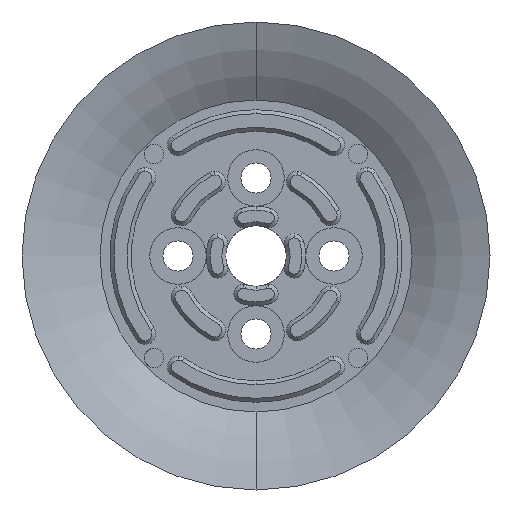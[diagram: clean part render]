
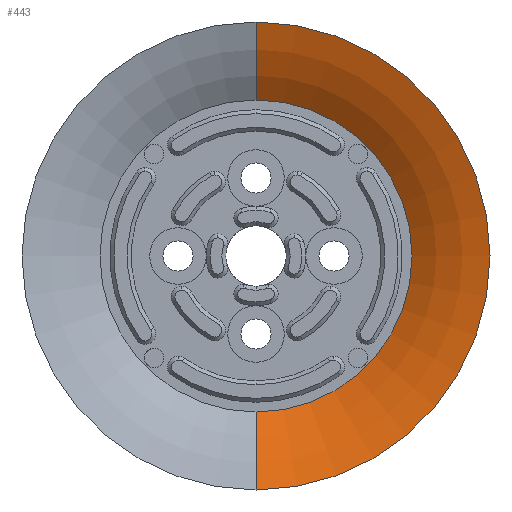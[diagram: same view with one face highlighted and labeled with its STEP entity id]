
A CAD part, front view. The second image highlights one B-rep face of the part: STEP entity #443.
In plain terms, the highlighted toroidal (fillet/blend) face has major radius 76.363 mm and minor radius 60 mm.
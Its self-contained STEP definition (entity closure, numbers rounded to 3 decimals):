
#443=ADVANCED_FACE('',(#1067),#1068,.T.);
#1067=FACE_OUTER_BOUND('',#1905,.T.);
#1068=TOROIDAL_SURFACE('',#1906,76.363,60.0);
#1905=EDGE_LOOP('',(#6858,#6859,#6860,#6861));
#1906=AXIS2_PLACEMENT_3D('',#6862,#6863,#6864);
#6858=ORIENTED_EDGE('',*,*,#8879,.T.);
#6859=ORIENTED_EDGE('',*,*,#8880,.T.);
#6860=ORIENTED_EDGE('',*,*,#8881,.F.);
#6861=ORIENTED_EDGE('',*,*,#8882,.F.);
#6862=CARTESIAN_POINT('',(0.0,34.226,0.0));
#6863=DIRECTION('',(0.0,1.0,0.0));
#6864=DIRECTION('',(0.0,0.0,1.0));
#8879=EDGE_CURVE('',#10047,#10048,#10049,.T.);
#8880=EDGE_CURVE('',#10048,#10050,#10051,.T.);
#8881=EDGE_CURVE('',#10052,#10050,#10053,.T.);
#8882=EDGE_CURVE('',#10047,#10052,#10054,.T.);
#10047=VERTEX_POINT('',#11526);
#10048=VERTEX_POINT('',#11527);
#10049=CIRCLE('',#11528,40.0);
#10050=VERTEX_POINT('',#11529);
#10051=CIRCLE('',#11530,60.0);
#10052=VERTEX_POINT('',#11531);
#10053=CIRCLE('',#11532,60.0);
#10054=CIRCLE('',#11533,60.0);
#11526=CARTESIAN_POINT('',(0.0,-13.5,40.0));
#11527=CARTESIAN_POINT('',(0.,-13.5,-40.0));
#11528=AXIS2_PLACEMENT_3D('',#14427,#14428,#14429);
#11529=CARTESIAN_POINT('',(0.,-23.5,-60.0));
#11530=AXIS2_PLACEMENT_3D('',#14430,#14431,#14432);
#11531=CARTESIAN_POINT('',(0.0,-23.5,60.0));
#11532=AXIS2_PLACEMENT_3D('',#14433,#14434,#14435);
#11533=AXIS2_PLACEMENT_3D('',#14436,#14437,#14438);
#14427=CARTESIAN_POINT('',(0.0,-13.5,0.0));
#14428=DIRECTION('',(0.0,1.0,0.0));
#14429=DIRECTION('',(0.0,0.0,1.0));
#14430=CARTESIAN_POINT('',(0.,34.226,-76.363));
#14431=DIRECTION('',(1.0,0.0,0.));
#14432=DIRECTION('',(0.,0.0,-1.0));
#14433=CARTESIAN_POINT('',(0.0,-23.5,0.0));
#14434=DIRECTION('',(0.0,1.0,0.0));
#14435=DIRECTION('',(0.0,0.0,1.0));
#14436=CARTESIAN_POINT('',(0.0,34.226,76.363));
#14437=DIRECTION('',(-1.0,0.0,0.0));
#14438=DIRECTION('',(0.0,0.0,1.0));
